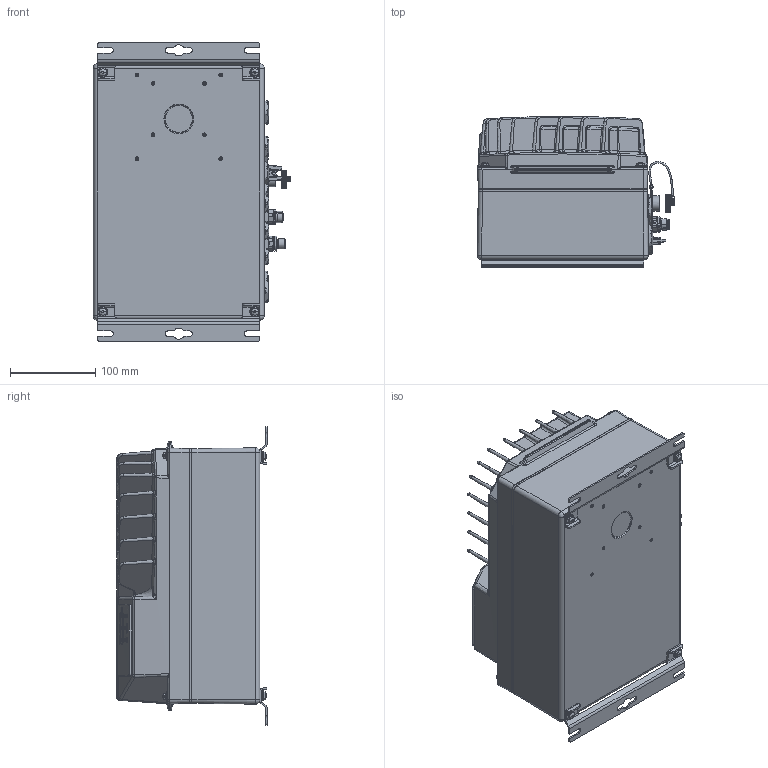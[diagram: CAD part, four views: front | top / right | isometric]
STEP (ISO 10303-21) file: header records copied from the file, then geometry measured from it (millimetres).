
FILE_DESCRIPTION((''),'2;1');
FILE_NAME('P452-22-L1-1','2013-03-13T',('u264218'),('Danfoss Power Electronics'),'PRO/ENGINEER BY PARAMETRIC TECHNOLOGY CORPORATION, 2012070','PRO/ENGINEER BY PARAMETRIC TECHNOLOGY CORPORATION, 2012070','');
FILE_SCHEMA(('CONFIG_CONTROL_DESIGN','GEOMETRIC_VALIDATION_PROPERTIES_MIM'));
Products named in the file (1): P452-22-L1-1
Bounding box: 230.82 x 176.09 x 349.56 mm (x, y, z)
Volume: 8419014.8 mm3; surface area: 447340.4 mm2
Topology: 2 solids, 3 shells, 5467 faces, 14802 edges, 9730 vertices
Faces by surface type: plane 2945, extrusion 832, cylinder 812, bspline 561, cone 145, torus 87, sphere 85
Entity records: 269377 total; most frequent: CARTESIAN_POINT 124142, ORIENTED_EDGE 29584, DIRECTION 22802, EDGE_CURVE 14792, VECTOR 9744, VERTEX_POINT 9730, LINE 8912, AXIS2_PLACEMENT_3D 6529
